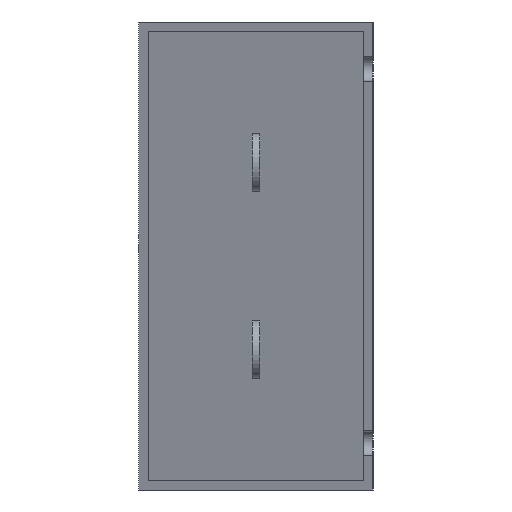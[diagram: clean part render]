
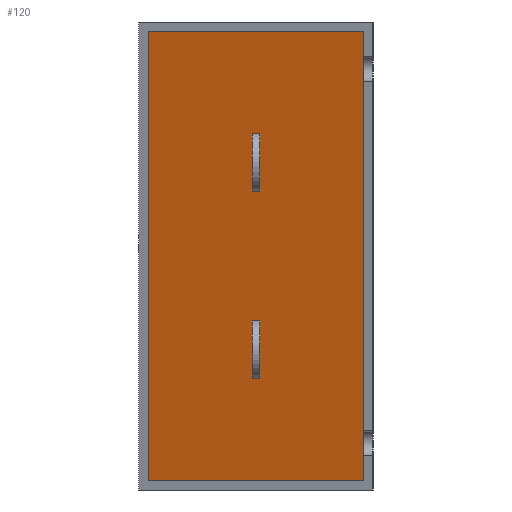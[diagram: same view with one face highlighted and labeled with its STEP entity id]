
A CAD part, left-side view. The second image highlights one B-rep face of the part: STEP entity #120.
In plain terms, the highlighted planar face has unit normal (-0.928, 0.371, 0).
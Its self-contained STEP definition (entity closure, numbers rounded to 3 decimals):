
#11 = AXIS2_PLACEMENT_3D ( 'NONE', #1121, #660, #1458 ) ;
#76 = EDGE_CURVE ( 'NONE', #983, #1030, #272, .T. ) ;
#120 = ADVANCED_FACE ( 'NONE', ( #1047 ), #1352, .F. ) ;
#164 = VECTOR ( 'NONE', #1005, 1000. ) ;
#170 = CARTESIAN_POINT ( 'NONE',  ( -164.645, 48., -48. ) ) ;
#247 = VERTEX_POINT ( 'NONE', #799 ) ;
#262 = CARTESIAN_POINT ( 'NONE',  ( -164.645, 48., -48. ) ) ;
#272 = LINE ( 'NONE', #1117, #766 ) ;
#380 = ORIENTED_EDGE ( 'NONE', *, *, #1124, .F. ) ;
#381 = LINE ( 'NONE', #859, #1258 ) ;
#401 = ORIENTED_EDGE ( 'NONE', *, *, #659, .T. ) ;
#531 = EDGE_CURVE ( 'NONE', #983, #1214, #381, .T. ) ;
#536 = DIRECTION ( 'NONE',  ( 0.371, 0.928, 0. ) ) ;
#553 = LINE ( 'NONE', #170, #854 ) ;
#640 = CARTESIAN_POINT ( 'NONE',  ( -183.045, 2., 48. ) ) ;
#659 = EDGE_CURVE ( 'NONE', #1214, #247, #1084, .T. ) ;
#660 = DIRECTION ( 'NONE',  ( 0.928, -0.371, 0. ) ) ;
#766 = VECTOR ( 'NONE', #536, 1000. ) ;
#769 = ORIENTED_EDGE ( 'NONE', *, *, #76, .F. ) ;
#780 = EDGE_LOOP ( 'NONE', ( #401, #380, #769, #1092 ) ) ;
#799 = CARTESIAN_POINT ( 'NONE',  ( -164.645, 48., 48. ) ) ;
#824 = CARTESIAN_POINT ( 'NONE',  ( -183.045, 2., -48. ) ) ;
#854 = VECTOR ( 'NONE', #1426, 1000. ) ;
#859 = CARTESIAN_POINT ( 'NONE',  ( -183.045, 2., -48. ) ) ;
#983 = VERTEX_POINT ( 'NONE', #824 ) ;
#1005 = DIRECTION ( 'NONE',  ( 0.371, 0.928, 0. ) ) ;
#1030 = VERTEX_POINT ( 'NONE', #262 ) ;
#1047 = FACE_OUTER_BOUND ( 'NONE', #780, .T. ) ;
#1084 = LINE ( 'NONE', #1455, #164 ) ;
#1092 = ORIENTED_EDGE ( 'NONE', *, *, #531, .T. ) ;
#1117 = CARTESIAN_POINT ( 'NONE',  ( -183.045, 2., -48. ) ) ;
#1121 = CARTESIAN_POINT ( 'NONE',  ( -183.045, 2., -48. ) ) ;
#1124 = EDGE_CURVE ( 'NONE', #1030, #247, #553, .T. ) ;
#1204 = DIRECTION ( 'NONE',  ( 0., 0., 1. ) ) ;
#1214 = VERTEX_POINT ( 'NONE', #640 ) ;
#1258 = VECTOR ( 'NONE', #1204, 1000. ) ;
#1352 = PLANE ( 'NONE',  #11 ) ;
#1426 = DIRECTION ( 'NONE',  ( 0., 0., 1. ) ) ;
#1455 = CARTESIAN_POINT ( 'NONE',  ( -183.045, 2., 48. ) ) ;
#1458 = DIRECTION ( 'NONE',  ( 0.371, 0.928, 0. ) ) ;
